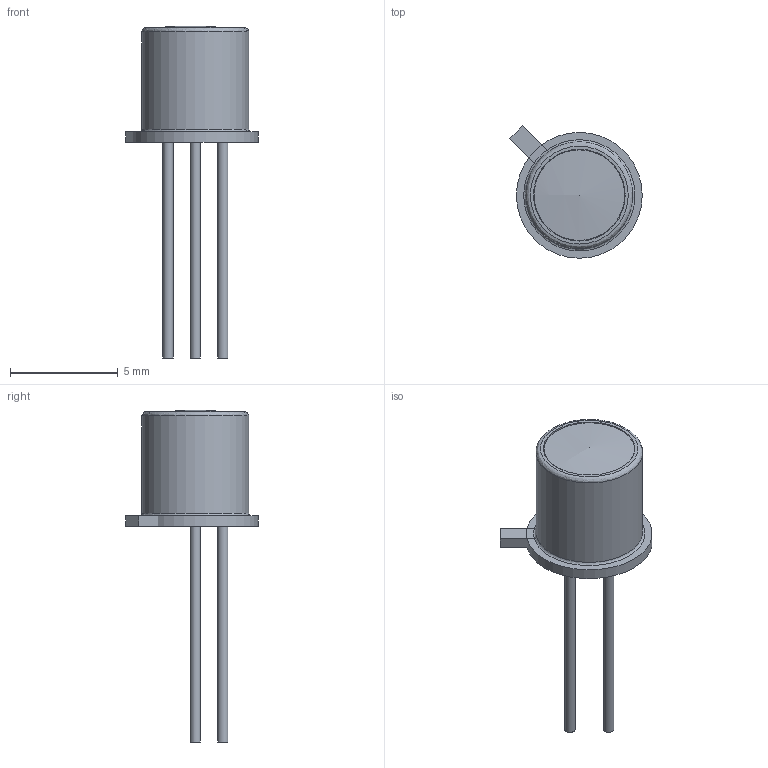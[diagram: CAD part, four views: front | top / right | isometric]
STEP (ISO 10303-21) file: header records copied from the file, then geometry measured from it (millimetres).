
FILE_DESCRIPTION(('FreeCAD Model'),'2;1');
FILE_NAME('TO-18_Window_3Pin.stp','2016-10-18T18:31:38',('Author'),('' ),'Open CASCADE STEP processor 6.8','FreeCAD','Unknown');
FILE_SCHEMA(('AUTOMOTIVE_DESIGN_CC2 { 1 2 10303 214 -1 1 5 4 }'));
Length unit declared in the file: millimetre
Products named in the file (7): ASSEMBLY; Pad; Revolution; Pad003; Revolution001; Pad004; Pad002
Assembly tree (6 placements, depth 2):
  ASSEMBLY
    Pad
    Revolution
    Pad003
    Revolution001
    Pad004
    Pad002
Bounding box: 6.15 x 6.15 x 15.4 mm (x, y, z)
Volume: 60.4 mm3; surface area: 296 mm2
Topology: 6 solids, 6 shells, 27 faces, 40 edges, 25 vertices
Faces by surface type: plane 16, cylinder 7, revolution 2, cone 1, sphere 1
Full cylindrical faces by diameter (mm): 0.48 x3, 4.202 x1, 4.256 x1, 4.95 x1, 5.84 x1
Entity records: 1292 total; most frequent: CARTESIAN_POINT 214, DIRECTION 200, LINE 87, VECTOR 87, ORIENTED_EDGE 78, PCURVE 78, DEFINITIONAL_REPRESENTATION 78, AXIS2_PLACEMENT_3D 53
